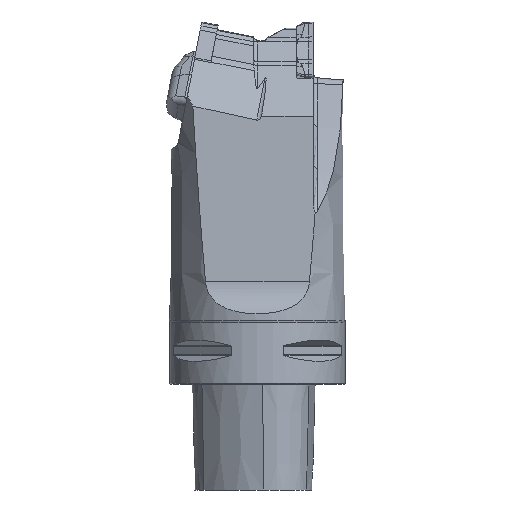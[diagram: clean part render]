
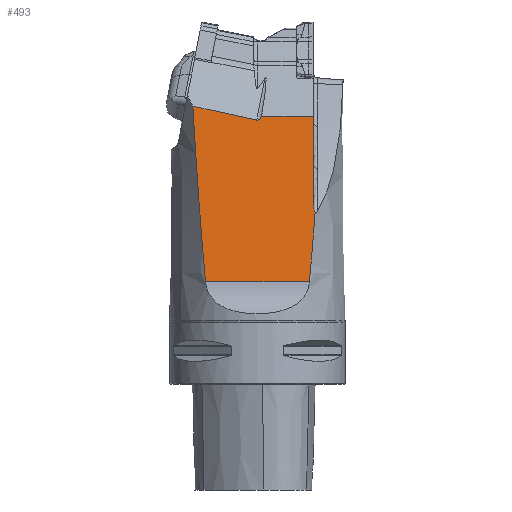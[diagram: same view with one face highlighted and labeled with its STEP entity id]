
A CAD part, left-side view. The second image highlights one B-rep face of the part: STEP entity #493.
In plain terms, the highlighted planar face has unit normal (-0.997, 0, 0.079).
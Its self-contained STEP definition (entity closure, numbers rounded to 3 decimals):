
#314=B_SPLINE_CURVE_WITH_KNOTS('',3,(#6528,#6529,#6530,#6531),
 .UNSPECIFIED.,.F.,.F.,(4,4),(0.,1.),.UNSPECIFIED.);
#493=ADVANCED_FACE('FP_CL_R_SU1',(#806),#673,.T.);
#673=PLANE('',#4372);
#806=FACE_OUTER_BOUND('',#1037,.T.);
#1037=EDGE_LOOP('',(#1727,#1728,#1729,#1730,#1731,#1732,#1733,#1734));
#1315=ELLIPSE('',#4280,367.913,28.663);
#1316=ELLIPSE('',#4281,367.913,28.663);
#1319=ELLIPSE('',#4287,2.971,1.6);
#1727=ORIENTED_EDGE('',*,*,#3021,.F.);
#1728=ORIENTED_EDGE('',*,*,#2975,.F.);
#1729=ORIENTED_EDGE('',*,*,#3049,.T.);
#1730=ORIENTED_EDGE('',*,*,#2934,.T.);
#1731=ORIENTED_EDGE('',*,*,#3039,.F.);
#1732=ORIENTED_EDGE('',*,*,#3145,.T.);
#1733=ORIENTED_EDGE('',*,*,#3037,.F.);
#1734=ORIENTED_EDGE('',*,*,#3146,.F.);
#2547=VERTEX_POINT('',#5659);
#2548=VERTEX_POINT('',#5661);
#2577=VERTEX_POINT('',#5773);
#2578=VERTEX_POINT('',#5775);
#2612=VERTEX_POINT('',#5881);
#2625=VERTEX_POINT('',#5991);
#2626=VERTEX_POINT('',#5993);
#2627=VERTEX_POINT('',#6012);
#2934=EDGE_CURVE('',#2548,#2547,#3521,.T.);
#2975=EDGE_CURVE('',#2577,#2578,#3545,.T.);
#3021=EDGE_CURVE('',#2578,#2612,#3574,.T.);
#3037=EDGE_CURVE('',#2625,#2626,#1315,.T.);
#3039=EDGE_CURVE('',#2627,#2547,#1316,.T.);
#3049=EDGE_CURVE('',#2577,#2548,#1319,.T.);
#3145=EDGE_CURVE('',#2627,#2626,#3616,.T.);
#3146=EDGE_CURVE('',#2612,#2625,#314,.T.);
#3521=LINE('',#5660,#3824);
#3545=LINE('',#5774,#3848);
#3574=LINE('',#5880,#3877);
#3616=LINE('',#6527,#3919);
#3824=VECTOR('',#4610,1.);
#3848=VECTOR('',#4680,1.);
#3877=VECTOR('',#4763,1.);
#3919=VECTOR('',#5003,1.);
#4280=AXIS2_PLACEMENT_3D('',#5992,#4779,#4780);
#4281=AXIS2_PLACEMENT_3D('',#6013,#4781,#4782);
#4287=AXIS2_PLACEMENT_3D('',#6042,#4798,#4799);
#4372=AXIS2_PLACEMENT_3D('',#6532,#5004,#5005);
#4610=DIRECTION('',(0.017,0.977,0.213));
#4680=DIRECTION('',(0.,-1.,0.));
#4763=DIRECTION('',(-0.078,0.,-0.997));
#4779=DIRECTION('',(0.997,0.,-0.078));
#4780=DIRECTION('',(-0.078,0.,-0.997));
#4781=DIRECTION('',(0.997,0.,-0.078));
#4782=DIRECTION('',(-0.078,0.,-0.997));
#4798=DIRECTION('',(0.997,0.,-0.078));
#4799=DIRECTION('',(-0.077,0.181,-0.98));
#5003=DIRECTION('',(0.,-1.,0.));
#5004=DIRECTION('',(-0.997,0.,0.078));
#5005=DIRECTION('',(-0.078,0.,-0.997));
#5659=CARTESIAN_POINT('',(-20.377,23.195,99.796));
#5660=CARTESIAN_POINT('',(-19.642,66.176,109.145));
#5661=CARTESIAN_POINT('',(-20.77,0.253,94.806));
#5773=CARTESIAN_POINT('',(-20.659,-1.509,96.216));
#5774=CARTESIAN_POINT('',(-20.659,-113.9,96.216));
#5775=CARTESIAN_POINT('',(-20.659,-20.1,96.216));
#5880=CARTESIAN_POINT('',(-26.5,-20.1,22.));
#5881=CARTESIAN_POINT('',(-23.154,-20.1,64.514));
#5991=CARTESIAN_POINT('',(-23.399,-20.688,61.406));
#5992=CARTESIAN_POINT('',(-3.419,0.,315.27));
#5993=CARTESIAN_POINT('',(-25.34,-18.649,36.745));
#6012=CARTESIAN_POINT('',(-25.34,18.649,36.745));
#6013=CARTESIAN_POINT('',(-3.419,0.,315.27));
#6042=CARTESIAN_POINT('',(-20.541,-0.313,97.714));
#6527=CARTESIAN_POINT('',(-25.34,100.,36.745));
#6528=CARTESIAN_POINT('',(-23.154,-20.1,64.514));
#6529=CARTESIAN_POINT('',(-23.238,-20.1,63.453));
#6530=CARTESIAN_POINT('',(-23.323,-20.214,62.365));
#6531=CARTESIAN_POINT('',(-23.399,-20.688,61.406));
#6532=CARTESIAN_POINT('',(-26.5,100.,22.));
